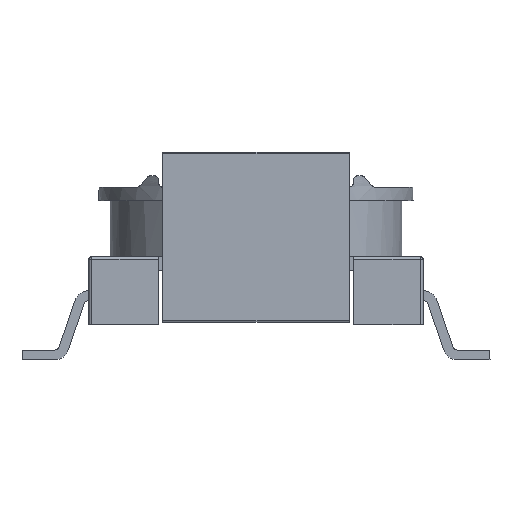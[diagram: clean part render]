
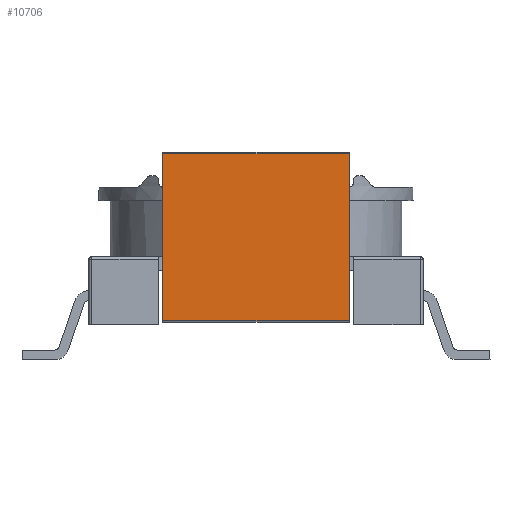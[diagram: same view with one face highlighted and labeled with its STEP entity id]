
A CAD part, front view. The second image highlights one B-rep face of the part: STEP entity #10706.
In plain terms, the highlighted face is planar.
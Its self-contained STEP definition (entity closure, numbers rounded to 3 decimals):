
#371=LINE('',#15264,#988);
#372=LINE('',#15269,#989);
#379=LINE('',#15293,#996);
#380=LINE('',#15294,#997);
#988=VECTOR('',#12055,1000.);
#989=VECTOR('',#12060,1000.);
#996=VECTOR('',#12085,1000.);
#997=VECTOR('',#12086,1000.);
#1975=ORIENTED_EDGE('',*,*,#4189,.T.);
#1976=ORIENTED_EDGE('',*,*,#4175,.T.);
#1977=ORIENTED_EDGE('',*,*,#4190,.F.);
#1978=ORIENTED_EDGE('',*,*,#4177,.F.);
#4175=EDGE_CURVE('',#5287,#5288,#371,.T.);
#4177=EDGE_CURVE('',#5290,#5291,#372,.T.);
#4189=EDGE_CURVE('',#5290,#5287,#379,.T.);
#4190=EDGE_CURVE('',#5291,#5288,#380,.T.);
#5287=VERTEX_POINT('',#15261);
#5288=VERTEX_POINT('',#15263);
#5290=VERTEX_POINT('',#15268);
#5291=VERTEX_POINT('',#15270);
#6237=EDGE_LOOP('',(#1975,#1976,#1977,#1978));
#6736=FACE_BOUND('',#6237,.T.);
#7205=PLANE('',#11185);
#10706=ADVANCED_FACE('',(#6736),#7205,.T.);
#11185=AXIS2_PLACEMENT_3D('',#15292,#12083,#12084);
#12055=DIRECTION('',(0.,1.,0.));
#12060=DIRECTION('',(0.,1.,0.));
#12083=DIRECTION('',(-1.,0.,0.));
#12084=DIRECTION('',(0.,0.,1.));
#12085=DIRECTION('',(0.,0.,1.));
#12086=DIRECTION('',(0.,0.,1.));
#15261=CARTESIAN_POINT('',(-7.35,-3.35,4.2));
#15263=CARTESIAN_POINT('',(-7.35,3.35,4.2));
#15264=CARTESIAN_POINT('',(-7.35,-3.35,4.2));
#15268=CARTESIAN_POINT('',(-7.35,-3.35,-1.8));
#15269=CARTESIAN_POINT('',(-7.35,-3.35,-1.8));
#15270=CARTESIAN_POINT('',(-7.35,3.35,-1.8));
#15292=CARTESIAN_POINT('',(-7.35,-3.35,-1.85));
#15293=CARTESIAN_POINT('',(-7.35,-3.35,-1.85));
#15294=CARTESIAN_POINT('',(-7.35,3.35,-1.85));
